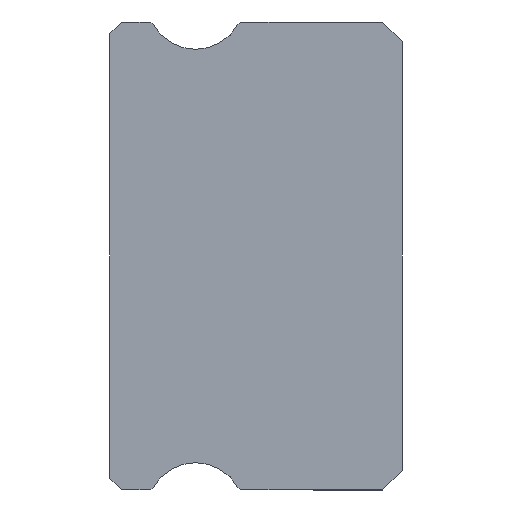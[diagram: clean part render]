
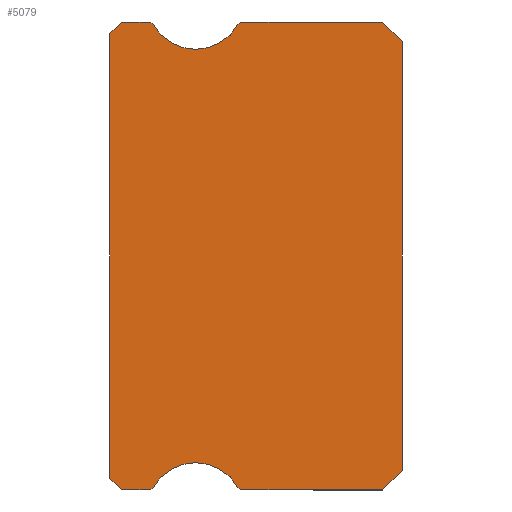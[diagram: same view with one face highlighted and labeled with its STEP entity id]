
A CAD part, left-side view. The second image highlights one B-rep face of the part: STEP entity #5079.
In plain terms, the highlighted planar face has unit normal (-1, 0, 0).
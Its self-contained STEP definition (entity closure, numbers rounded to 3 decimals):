
#38 = DIRECTION ( 'NONE',  ( -1., 0., 0. ) ) ;
#58 = CARTESIAN_POINT ( 'NONE',  ( -15., 0., 5.5 ) ) ;
#65 = ORIENTED_EDGE ( 'NONE', *, *, #2804, .T. ) ;
#82 = ORIENTED_EDGE ( 'NONE', *, *, #92, .T. ) ;
#92 = EDGE_CURVE ( 'NONE', #3797, #3911, #5600, .T. ) ;
#104 = EDGE_CURVE ( 'NONE', #2677, #738, #5733, .T. ) ;
#124 = LINE ( 'NONE', #4565, #1742 ) ;
#155 = CARTESIAN_POINT ( 'NONE',  ( -15., 6.512, -5.85 ) ) ;
#191 = AXIS2_PLACEMENT_3D ( 'NONE', #5709, #2314, #6229 ) ;
#192 = EDGE_CURVE ( 'NONE', #5268, #3679, #3965, .T. ) ;
#242 = CARTESIAN_POINT ( 'NONE',  ( -15., 4.088, 6. ) ) ;
#290 = VECTOR ( 'NONE', #4054, 1000. ) ;
#344 = LINE ( 'NONE', #849, #1435 ) ;
#357 = CARTESIAN_POINT ( 'NONE',  ( -15., 6.383, 5.925 ) ) ;
#471 = EDGE_CURVE ( 'NONE', #738, #3775, #3473, .T. ) ;
#523 = EDGE_CURVE ( 'NONE', #2394, #3558, #2720, .T. ) ;
#712 = CARTESIAN_POINT ( 'NONE',  ( -15., 7.2, -6. ) ) ;
#729 = ORIENTED_EDGE ( 'NONE', *, *, #471, .F. ) ;
#738 = VERTEX_POINT ( 'NONE', #3382 ) ;
#784 = DIRECTION ( 'NONE',  ( 1., 0., 0. ) ) ;
#847 = EDGE_LOOP ( 'NONE', ( #4211, #2125, #82, #2755, #729, #2695, #3314, #2932, #6086, #4134, #3453, #3441, #4498, #5538, #5286, #1928, #65 ) ) ;
#849 = CARTESIAN_POINT ( 'NONE',  ( -15., 6.512, -6. ) ) ;
#886 = EDGE_CURVE ( 'NONE', #2241, #4955, #344, .T. ) ;
#912 = LINE ( 'NONE', #5341, #5427 ) ;
#1009 = CARTESIAN_POINT ( 'NONE',  ( -15., 6.512, -6. ) ) ;
#1058 = EDGE_CURVE ( 'NONE', #3911, #3775, #4331, .T. ) ;
#1107 = CARTESIAN_POINT ( 'NONE',  ( -15., 6.512, 6. ) ) ;
#1319 = VERTEX_POINT ( 'NONE', #1420 ) ;
#1387 = CARTESIAN_POINT ( 'NONE',  ( -15., 6.512, -6. ) ) ;
#1420 = CARTESIAN_POINT ( 'NONE',  ( -15., 7.2, 6. ) ) ;
#1435 = VECTOR ( 'NONE', #2247, 1000. ) ;
#1475 = VERTEX_POINT ( 'NONE', #2420 ) ;
#1516 = AXIS2_PLACEMENT_3D ( 'NONE', #155, #784, #5196 ) ;
#1527 = DIRECTION ( 'NONE',  ( 0., 0., -1. ) ) ;
#1622 = PLANE ( 'NONE',  #3132 ) ;
#1658 = CARTESIAN_POINT ( 'NONE',  ( -15., 0., 5.5 ) ) ;
#1692 = CARTESIAN_POINT ( 'NONE',  ( -15., 6.512, 5.85 ) ) ;
#1742 = VECTOR ( 'NONE', #3080, 1000. ) ;
#1835 = DIRECTION ( 'NONE',  ( 1., 0., 0. ) ) ;
#1867 = EDGE_CURVE ( 'NONE', #2549, #3912, #2234, .T. ) ;
#1887 = CARTESIAN_POINT ( 'NONE',  ( -15., 6.512, 5.85 ) ) ;
#1928 = ORIENTED_EDGE ( 'NONE', *, *, #192, .F. ) ;
#1965 = CIRCLE ( 'NONE', #5534, 0.15 ) ;
#2084 = VECTOR ( 'NONE', #5756, 1000. ) ;
#2109 = CARTESIAN_POINT ( 'NONE',  ( -15., 0., -5.5 ) ) ;
#2125 = ORIENTED_EDGE ( 'NONE', *, *, #6224, .F. ) ;
#2234 = CIRCLE ( 'NONE', #5837, 0.15 ) ;
#2238 = CARTESIAN_POINT ( 'NONE',  ( -15., 7.2, -6. ) ) ;
#2241 = VERTEX_POINT ( 'NONE', #3865 ) ;
#2247 = DIRECTION ( 'NONE',  ( 0., 1., 0. ) ) ;
#2294 = EDGE_CURVE ( 'NONE', #3912, #2394, #2689, .T. ) ;
#2309 = DIRECTION ( 'NONE',  ( 0., 0., -1. ) ) ;
#2314 = DIRECTION ( 'NONE',  ( -1., 0., 0. ) ) ;
#2343 = EDGE_CURVE ( 'NONE', #5038, #2241, #124, .T. ) ;
#2387 = DIRECTION ( 'NONE',  ( 1., 0., 0. ) ) ;
#2394 = VERTEX_POINT ( 'NONE', #6290 ) ;
#2420 = CARTESIAN_POINT ( 'NONE',  ( -15., 5.3, 5.3 ) ) ;
#2501 = CARTESIAN_POINT ( 'NONE',  ( -15., 4.217, 5.925 ) ) ;
#2506 = AXIS2_PLACEMENT_3D ( 'NONE', #3452, #38, #1527 ) ;
#2522 = VERTEX_POINT ( 'NONE', #4745 ) ;
#2533 = LINE ( 'NONE', #58, #5880 ) ;
#2549 = VERTEX_POINT ( 'NONE', #2501 ) ;
#2554 = VECTOR ( 'NONE', #3245, 1000. ) ;
#2657 = AXIS2_PLACEMENT_3D ( 'NONE', #3669, #5139, #2696 ) ;
#2677 = VERTEX_POINT ( 'NONE', #6317 ) ;
#2689 = LINE ( 'NONE', #1107, #290 ) ;
#2695 = ORIENTED_EDGE ( 'NONE', *, *, #104, .F. ) ;
#2696 = DIRECTION ( 'NONE',  ( 0., 0., -1. ) ) ;
#2720 = LINE ( 'NONE', #4671, #4482 ) ;
#2755 = ORIENTED_EDGE ( 'NONE', *, *, #1058, .T. ) ;
#2804 = EDGE_CURVE ( 'NONE', #5268, #1319, #4078, .T. ) ;
#2846 = DIRECTION ( 'NONE',  ( 0., 0., -1. ) ) ;
#2854 = AXIS2_PLACEMENT_3D ( 'NONE', #1887, #2387, #2846 ) ;
#2907 = CARTESIAN_POINT ( 'NONE',  ( -15., 4.088, -5.85 ) ) ;
#2919 = CIRCLE ( 'NONE', #2506, 1.25 ) ;
#2932 = ORIENTED_EDGE ( 'NONE', *, *, #886, .F. ) ;
#2943 = CARTESIAN_POINT ( 'NONE',  ( -15., 7.5, -5.7 ) ) ;
#3080 = DIRECTION ( 'NONE',  ( 0., 0.707, -0.707 ) ) ;
#3132 = AXIS2_PLACEMENT_3D ( 'NONE', #1692, #3633, #3578 ) ;
#3245 = DIRECTION ( 'NONE',  ( 0., -0.707, -0.707 ) ) ;
#3286 = VECTOR ( 'NONE', #6119, 1000. ) ;
#3314 = ORIENTED_EDGE ( 'NONE', *, *, #3323, .F. ) ;
#3323 = EDGE_CURVE ( 'NONE', #4955, #2677, #1965, .T. ) ;
#3347 = DIRECTION ( 'NONE',  ( 0., -1., 0. ) ) ;
#3357 = EDGE_CURVE ( 'NONE', #3679, #1475, #5758, .T. ) ;
#3382 = CARTESIAN_POINT ( 'NONE',  ( -15., 6.383, -5.925 ) ) ;
#3441 = ORIENTED_EDGE ( 'NONE', *, *, #2294, .F. ) ;
#3452 = CARTESIAN_POINT ( 'NONE',  ( -15., 5.3, 6.55 ) ) ;
#3453 = ORIENTED_EDGE ( 'NONE', *, *, #523, .F. ) ;
#3473 = CIRCLE ( 'NONE', #1516, 0.15 ) ;
#3558 = VERTEX_POINT ( 'NONE', #1658 ) ;
#3566 = EDGE_CURVE ( 'NONE', #5038, #3558, #2533, .T. ) ;
#3578 = DIRECTION ( 'NONE',  ( 0., 0., -1. ) ) ;
#3633 = DIRECTION ( 'NONE',  ( 1., 0., 0. ) ) ;
#3669 = CARTESIAN_POINT ( 'NONE',  ( -15., 5.3, -6.55 ) ) ;
#3679 = VERTEX_POINT ( 'NONE', #357 ) ;
#3727 = CARTESIAN_POINT ( 'NONE',  ( -15., 4.088, 5.85 ) ) ;
#3775 = VERTEX_POINT ( 'NONE', #1009 ) ;
#3797 = VERTEX_POINT ( 'NONE', #2943 ) ;
#3865 = CARTESIAN_POINT ( 'NONE',  ( -15., 0.5, -6. ) ) ;
#3911 = VERTEX_POINT ( 'NONE', #712 ) ;
#3912 = VERTEX_POINT ( 'NONE', #242 ) ;
#3965 = CIRCLE ( 'NONE', #2854, 0.15 ) ;
#4054 = DIRECTION ( 'NONE',  ( 0., -1., 0. ) ) ;
#4078 = LINE ( 'NONE', #4117, #3286 ) ;
#4098 = VECTOR ( 'NONE', #3347, 1000. ) ;
#4117 = CARTESIAN_POINT ( 'NONE',  ( -15., 7.2, 6. ) ) ;
#4134 = ORIENTED_EDGE ( 'NONE', *, *, #3566, .T. ) ;
#4185 = DIRECTION ( 'NONE',  ( 0., -0.707, -0.707 ) ) ;
#4211 = ORIENTED_EDGE ( 'NONE', *, *, #4788, .T. ) ;
#4262 = LINE ( 'NONE', #6233, #2084 ) ;
#4331 = LINE ( 'NONE', #1387, #4098 ) ;
#4482 = VECTOR ( 'NONE', #4185, 1000. ) ;
#4498 = ORIENTED_EDGE ( 'NONE', *, *, #1867, .F. ) ;
#4565 = CARTESIAN_POINT ( 'NONE',  ( -15., 0., -5.5 ) ) ;
#4669 = DIRECTION ( 'NONE',  ( 1., 0., 0. ) ) ;
#4671 = CARTESIAN_POINT ( 'NONE',  ( -15., 0.5, 6. ) ) ;
#4745 = CARTESIAN_POINT ( 'NONE',  ( -15., 7.5, 5.7 ) ) ;
#4788 = EDGE_CURVE ( 'NONE', #1319, #2522, #4262, .T. ) ;
#4818 = EDGE_CURVE ( 'NONE', #1475, #2549, #2919, .T. ) ;
#4955 = VERTEX_POINT ( 'NONE', #6071 ) ;
#5038 = VERTEX_POINT ( 'NONE', #2109 ) ;
#5079 = ADVANCED_FACE ( 'NONE', ( #6030 ), #1622, .F. ) ;
#5139 = DIRECTION ( 'NONE',  ( -1., 0., 0. ) ) ;
#5196 = DIRECTION ( 'NONE',  ( 0., 0., -1. ) ) ;
#5268 = VERTEX_POINT ( 'NONE', #5802 ) ;
#5286 = ORIENTED_EDGE ( 'NONE', *, *, #3357, .F. ) ;
#5341 = CARTESIAN_POINT ( 'NONE',  ( -15., 7.5, 5.85 ) ) ;
#5427 = VECTOR ( 'NONE', #6330, 1000. ) ;
#5534 = AXIS2_PLACEMENT_3D ( 'NONE', #2907, #1835, #5768 ) ;
#5538 = ORIENTED_EDGE ( 'NONE', *, *, #4818, .F. ) ;
#5600 = LINE ( 'NONE', #2238, #2554 ) ;
#5709 = CARTESIAN_POINT ( 'NONE',  ( -15., 5.3, 6.55 ) ) ;
#5733 = CIRCLE ( 'NONE', #2657, 1.25 ) ;
#5756 = DIRECTION ( 'NONE',  ( 0., 0.707, -0.707 ) ) ;
#5758 = CIRCLE ( 'NONE', #191, 1.25 ) ;
#5768 = DIRECTION ( 'NONE',  ( 0., 0., -1. ) ) ;
#5802 = CARTESIAN_POINT ( 'NONE',  ( -15., 6.512, 6. ) ) ;
#5837 = AXIS2_PLACEMENT_3D ( 'NONE', #3727, #4669, #2309 ) ;
#5880 = VECTOR ( 'NONE', #5970, 1000. ) ;
#5970 = DIRECTION ( 'NONE',  ( 0., 0., 1. ) ) ;
#6030 = FACE_OUTER_BOUND ( 'NONE', #847, .T. ) ;
#6071 = CARTESIAN_POINT ( 'NONE',  ( -15., 4.088, -6. ) ) ;
#6086 = ORIENTED_EDGE ( 'NONE', *, *, #2343, .F. ) ;
#6119 = DIRECTION ( 'NONE',  ( 0., 1., 0. ) ) ;
#6224 = EDGE_CURVE ( 'NONE', #3797, #2522, #912, .T. ) ;
#6229 = DIRECTION ( 'NONE',  ( 0., 0., -1. ) ) ;
#6233 = CARTESIAN_POINT ( 'NONE',  ( -15., 7.5, 5.7 ) ) ;
#6290 = CARTESIAN_POINT ( 'NONE',  ( -15., 0.5, 6. ) ) ;
#6317 = CARTESIAN_POINT ( 'NONE',  ( -15., 4.217, -5.925 ) ) ;
#6330 = DIRECTION ( 'NONE',  ( 0., 0., 1. ) ) ;
